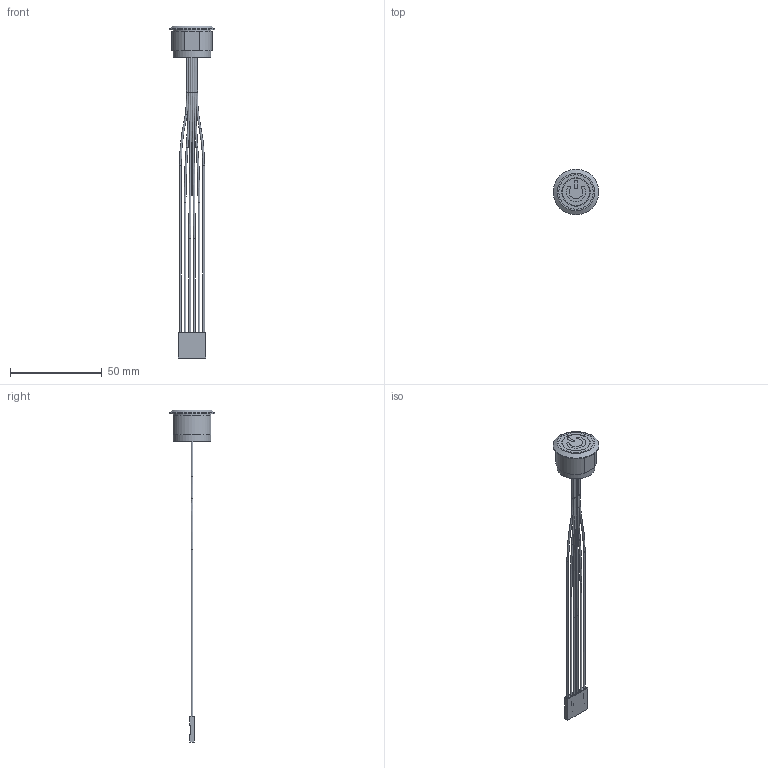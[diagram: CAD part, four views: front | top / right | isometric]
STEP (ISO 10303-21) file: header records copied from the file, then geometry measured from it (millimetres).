
FILE_DESCRIPTION(/* description */ ('','CAx-IF Rec.Pracs.---Representation and Presentation of Product Manufacturing Information (PMI)---4.0---2014-10-13'),/* implementation_level */ '2;1');
FILE_NAME(/* name */ 'CS7x2FP.stp',/* time_stamp */ '2019-01-09T08:26:32-06:00',/* author */ ('mroman'),/* organization */ (''),/* preprocessor_version */ 'ST-DEVELOPER v17',/* originating_system */ 'Autodesk Inventor 2018',/* authorisation */ '');
FILE_SCHEMA (('AP242_MANAGED_MODEL_BASED_3D_ENGINEERING_MIM_LF { 1 0 10303 442 1 1 4 }'));
Length unit declared in the file: millimetre
Products named in the file (1): CS7x2FP
Bounding box: 25 x 25 x 181 mm (x, y, z)
Volume: 7249 mm3; surface area: 5991.8 mm2
Topology: 3 solids, 3 shells, 188 faces, 509 edges, 317 vertices
Faces by surface type: plane 137, cylinder 39, torus 10, sphere 1, cone 1
Full cylindrical faces by diameter (mm): 1 x10, 15.4 x1, 20.5 x1, 20.6 x1, 25 x1
Entity records: 6509 total; most frequent: CARTESIAN_POINT 1638, ORIENTED_EDGE 996, DIRECTION 992, EDGE_CURVE 498, LINE 384, VECTOR 384, VERTEX_POINT 312, AXIS2_PLACEMENT_3D 308
